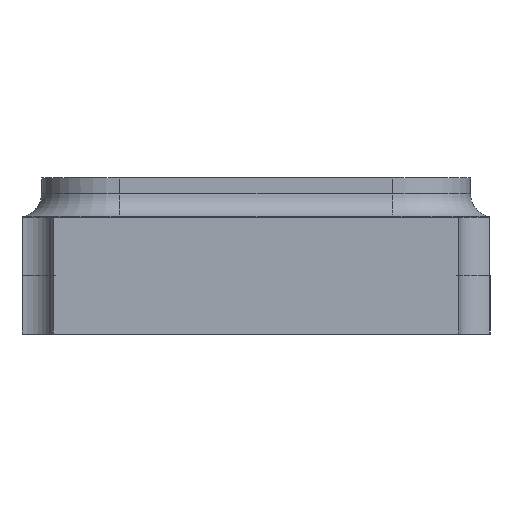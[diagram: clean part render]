
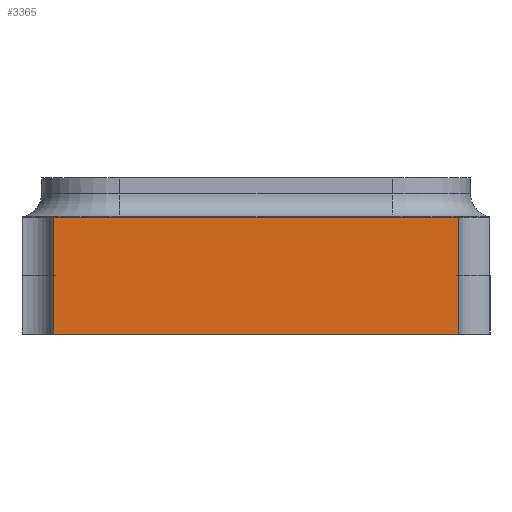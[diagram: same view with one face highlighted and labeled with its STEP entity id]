
A CAD part, left-side view. The second image highlights one B-rep face of the part: STEP entity #3365.
In plain terms, the highlighted planar face has unit normal (-1, 0, 0).
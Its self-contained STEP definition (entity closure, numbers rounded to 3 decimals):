
#383=ORIENTED_EDGE('',*,*,#1033,.T.);
#384=ORIENTED_EDGE('',*,*,#953,.F.);
#385=ORIENTED_EDGE('',*,*,#1041,.F.);
#386=ORIENTED_EDGE('',*,*,#1042,.F.);
#387=ORIENTED_EDGE('',*,*,#1029,.T.);
#388=ORIENTED_EDGE('',*,*,#994,.T.);
#953=EDGE_CURVE('',#1316,#1323,#1563,.T.);
#994=EDGE_CURVE('',#1350,#1352,#1602,.T.);
#1029=EDGE_CURVE('',#1374,#1350,#1635,.T.);
#1033=EDGE_CURVE('',#1352,#1323,#1638,.T.);
#1041=EDGE_CURVE('',#1378,#1316,#1645,.T.);
#1042=EDGE_CURVE('',#1374,#1378,#1646,.T.);
#1316=VERTEX_POINT('',#4296);
#1323=VERTEX_POINT('',#4311);
#1350=VERTEX_POINT('',#4392);
#1352=VERTEX_POINT('',#4397);
#1374=VERTEX_POINT('',#4469);
#1378=VERTEX_POINT('',#4490);
#1563=LINE('',#4313,#1810);
#1602=LINE('',#4398,#1849);
#1635=LINE('',#4468,#1882);
#1638=LINE('',#4475,#1885);
#1645=LINE('',#4489,#1892);
#1646=LINE('',#4491,#1893);
#1810=VECTOR('',#3700,1000.);
#1849=VECTOR('',#3773,1000.);
#1882=VECTOR('',#3838,1000.);
#1885=VECTOR('',#3845,1000.);
#1892=VECTOR('',#3862,1000.);
#1893=VECTOR('',#3863,1000.);
#2083=EDGE_LOOP('',(#383,#384,#385,#386,#387,#388));
#2246=FACE_BOUND('',#2083,.T.);
#2406=PLANE('',#3546);
#3365=ADVANCED_FACE('',(#2246),#2406,.F.);
#3546=AXIS2_PLACEMENT_3D('',#4488,#3860,#3861);
#3700=DIRECTION('',(0.,0.,-1.));
#3773=DIRECTION('',(0.,0.,-1.));
#3838=DIRECTION('',(0.,0.,-1.));
#3845=DIRECTION('',(0.,-1.,0.));
#3860=DIRECTION('',(1.,0.,0.));
#3861=DIRECTION('',(0.,0.,-1.));
#3862=DIRECTION('',(0.,0.,-1.));
#3863=DIRECTION('',(0.,-1.,0.));
#4296=CARTESIAN_POINT('',(-0.8,-0.52,0.15));
#4311=CARTESIAN_POINT('',(-0.8,-0.52,0.));
#4313=CARTESIAN_POINT('',(-0.8,-0.52,0.3));
#4392=CARTESIAN_POINT('',(-0.8,0.52,0.15));
#4397=CARTESIAN_POINT('',(-0.8,0.52,0.));
#4398=CARTESIAN_POINT('',(-0.8,0.52,0.3));
#4468=CARTESIAN_POINT('',(-0.8,0.52,0.3));
#4469=CARTESIAN_POINT('',(-0.8,0.52,0.3));
#4475=CARTESIAN_POINT('',(-0.8,0.52,0.));
#4488=CARTESIAN_POINT('',(-0.8,0.52,0.3));
#4489=CARTESIAN_POINT('',(-0.8,-0.52,0.3));
#4490=CARTESIAN_POINT('',(-0.8,-0.52,0.3));
#4491=CARTESIAN_POINT('',(-0.8,0.52,0.3));
